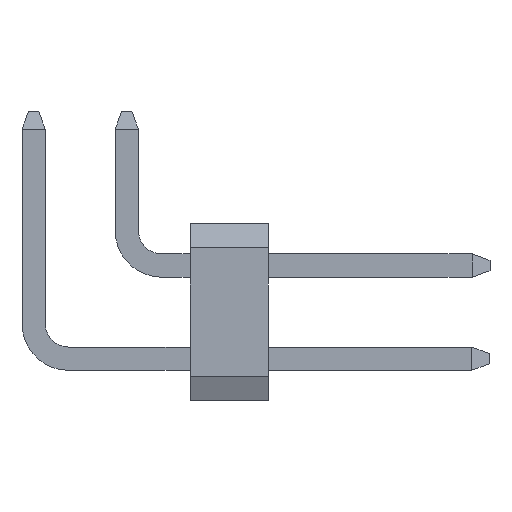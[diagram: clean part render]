
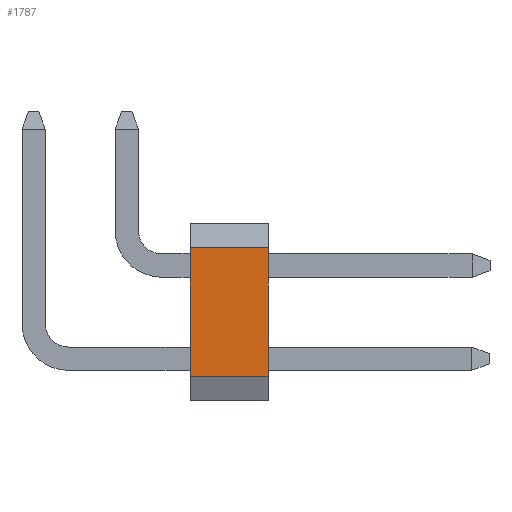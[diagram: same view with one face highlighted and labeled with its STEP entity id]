
A CAD part, left-side view. The second image highlights one B-rep face of the part: STEP entity #1787.
In plain terms, the highlighted planar face has unit normal (-1, 0, 0).
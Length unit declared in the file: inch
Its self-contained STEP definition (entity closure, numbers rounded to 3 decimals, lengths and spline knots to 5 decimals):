
#229=DIRECTION('',(0.,-1.,0.));
#230=VECTOR('',#229,0.084);
#231=CARTESIAN_POINT('',(-0.15,0.084,0.069));
#232=LINE('1521',#231,#230);
#241=DIRECTION('',(0.,0.,1.));
#242=VECTOR('',#241,0.138);
#243=CARTESIAN_POINT('',(-0.15,0.084,-0.069));
#244=LINE('1519',#243,#242);
#245=DIRECTION('',(0.,0.,-1.));
#246=VECTOR('',#245,0.138);
#247=CARTESIAN_POINT('',(-0.15,0.,0.069));
#248=LINE('1508',#247,#246);
#257=DIRECTION('',(0.,1.,0.));
#258=VECTOR('',#257,0.084);
#259=CARTESIAN_POINT('',(-0.15,0.,-0.069));
#260=LINE('1520',#259,#258);
#1162=CARTESIAN_POINT('',(-0.15,0.,-0.069));
#1164=VERTEX_POINT('',#1162);
#1179=CARTESIAN_POINT('',(-0.15,0.,0.069));
#1180=VERTEX_POINT('',#1179);
#1181=CARTESIAN_POINT('',(-0.15,0.084,-0.069));
#1183=VERTEX_POINT('',#1181);
#1199=CARTESIAN_POINT('',(-0.15,0.084,0.069));
#1200=VERTEX_POINT('',#1199);
#1774=CARTESIAN_POINT('',(-0.15,0.042,0.));
#1775=DIRECTION('',(1.,0.,0.));
#1776=DIRECTION('',(0.,0.,1.));
#1777=AXIS2_PLACEMENT_3D('',#1774,#1775,#1776);
#1778=PLANE('1351',#1777);
#1780=ORIENTED_EDGE('1520',*,*,#1779,.T.);
#1782=ORIENTED_EDGE('1519',*,*,#1781,.T.);
#1783=ORIENTED_EDGE('1521',*,*,#1766,.T.);
#1784=ORIENTED_EDGE('1508',*,*,#1474,.T.);
#1785=EDGE_LOOP('1351',(#1780,#1782,#1783,#1784));
#1786=FACE_OUTER_BOUND('1351',#1785,.F.);
#1787=ADVANCED_FACE('1351',(#1786),#1778,.F.);
#1474=EDGE_CURVE('1508',#1180,#1164,#248,.T.);
#1766=EDGE_CURVE('1521',#1200,#1180,#232,.T.);
#1779=EDGE_CURVE('1520',#1164,#1183,#260,.T.);
#1781=EDGE_CURVE('1519',#1183,#1200,#244,.T.);
